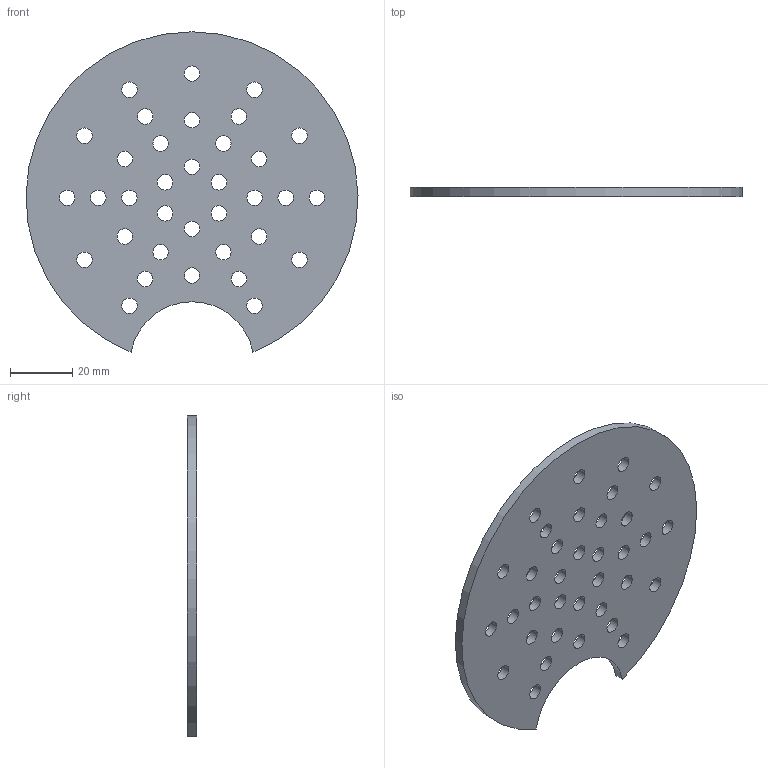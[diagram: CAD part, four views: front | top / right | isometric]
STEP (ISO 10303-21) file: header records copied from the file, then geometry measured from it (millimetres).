
FILE_DESCRIPTION(/* description */ (''),/* implementation_level */ '2;1');
FILE_NAME(/* name */ 'f6ab1117-a433-4031-a6f2-38157714a130.stp',/* time_stamp */ '2024-07-31T10:08:08Z',/* author */ (''),/* organization */ (''),/* preprocessor_version */ 'ST-DEVELOPER v20',/* originating_system */ 'Autodesk Translation Framework v13.14.0.145',/* authorisation */ '');
FILE_SCHEMA (('AUTOMOTIVE_DESIGN { 1 0 10303 214 3 1 1 }'));
Length unit declared in the file: millimetre
Products named in the file (1): Sive
Bounding box: 106.99 x 3 x 103.26 mm (x, y, z)
Volume: 23179.5 mm3; surface area: 18156 mm2
Topology: 1 solids, 1 shells, 39 faces, 111 edges, 74 vertices
Faces by surface type: cylinder 37, plane 2
Full cylindrical faces by diameter (mm): 5 x35
Entity records: 1492 total; most frequent: DIRECTION 265, CARTESIAN_POINT 225, ORIENTED_EDGE 222, AXIS2_PLACEMENT_3D 114, EDGE_CURVE 111, EDGE_LOOP 109, CIRCLE 74, VERTEX_POINT 74
